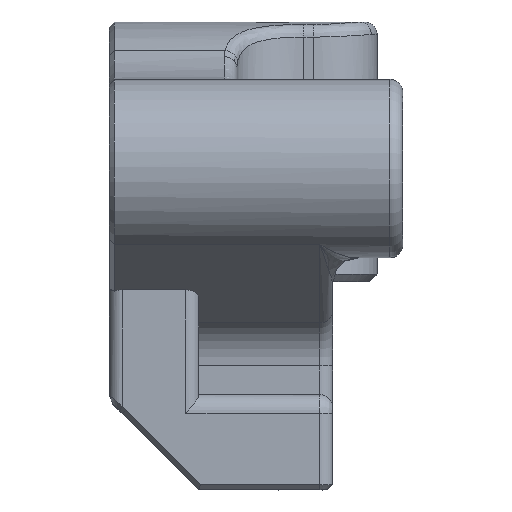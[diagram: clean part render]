
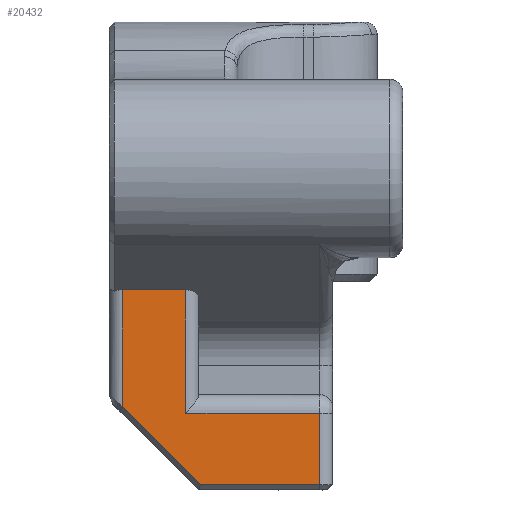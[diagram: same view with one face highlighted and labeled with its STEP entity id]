
A CAD part, left-side view. The second image highlights one B-rep face of the part: STEP entity #20432.
In plain terms, the highlighted planar face has unit normal (-1, 0, 0).
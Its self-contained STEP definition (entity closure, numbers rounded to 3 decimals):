
#1854=B_SPLINE_CURVE_WITH_KNOTS('',3,(#46446,#46447,#46448,#46449),
 .UNSPECIFIED.,.F.,.F.,(4,4),(-1.571,-1.291),.UNSPECIFIED.);
#3672=FACE_OUTER_BOUND('',#4897,.T.);
#4897=EDGE_LOOP('',(#18349,#18350,#18351,#18352,#18353,#18354,#18355,#18356));
#6277=LINE('',#46271,#7647);
#6283=LINE('',#46282,#7653);
#6300=LINE('',#46495,#7670);
#6323=LINE('',#46579,#7693);
#6340=LINE('',#47069,#7710);
#6344=LINE('',#47124,#7714);
#6345=LINE('',#47125,#7715);
#7647=VECTOR('',#24268,8.32);
#7653=VECTOR('',#24276,9.334);
#7670=VECTOR('',#24325,9.133);
#7693=VECTOR('',#24400,5.);
#7710=VECTOR('',#24497,5.6);
#7714=VECTOR('',#24539,10.5);
#7715=VECTOR('',#24540,9.696);
#9546=VERTEX_POINT('',#46269);
#9547=VERTEX_POINT('',#46270);
#9551=VERTEX_POINT('',#46280);
#9557=VERTEX_POINT('',#46338);
#9567=VERTEX_POINT('',#46494);
#9580=VERTEX_POINT('',#46578);
#9600=VERTEX_POINT('',#47067);
#9607=VERTEX_POINT('',#47123);
#12439=EDGE_CURVE('',#9546,#9547,#6277,.T.);
#12445=EDGE_CURVE('',#9551,#9546,#6283,.T.);
#12466=EDGE_CURVE('',#9547,#9557,#1854,.T.);
#12476=EDGE_CURVE('',#9557,#9567,#6300,.T.);
#12510=EDGE_CURVE('',#9567,#9580,#6323,.T.);
#12556=EDGE_CURVE('',#9600,#9551,#6340,.T.);
#12571=EDGE_CURVE('',#9607,#9600,#6344,.T.);
#12572=EDGE_CURVE('',#9580,#9607,#6345,.T.);
#18349=ORIENTED_EDGE('',*,*,#12445,.F.);
#18350=ORIENTED_EDGE('',*,*,#12556,.F.);
#18351=ORIENTED_EDGE('',*,*,#12571,.F.);
#18352=ORIENTED_EDGE('',*,*,#12572,.F.);
#18353=ORIENTED_EDGE('',*,*,#12510,.F.);
#18354=ORIENTED_EDGE('',*,*,#12476,.F.);
#18355=ORIENTED_EDGE('',*,*,#12466,.F.);
#18356=ORIENTED_EDGE('',*,*,#12439,.F.);
#19371=PLANE('',#21388);
#20432=ADVANCED_FACE('',(#3672),#19371,.T.);
#21388=AXIS2_PLACEMENT_3D('',#47122,#24537,#24538);
#24268=DIRECTION('',(0.,0.707,0.707));
#24276=DIRECTION('',(0.,1.,0.));
#24325=DIRECTION('',(0.,0.,1.));
#24400=DIRECTION('',(0.,-1.,0.));
#24497=DIRECTION('',(0.,0.,-1.));
#24537=DIRECTION('center_axis',(-1.,0.,0.));
#24538=DIRECTION('ref_axis',(0.,0.,1.));
#24539=DIRECTION('',(0.,-1.,0.));
#24540=DIRECTION('',(0.,0.,-1.));
#46269=CARTESIAN_POINT('',(25.575,340.334,67.4));
#46270=CARTESIAN_POINT('',(25.575,346.217,73.283));
#46271=CARTESIAN_POINT('',(25.575,340.334,67.4));
#46280=CARTESIAN_POINT('',(25.575,331.,67.4));
#46282=CARTESIAN_POINT('',(25.575,331.,67.4));
#46338=CARTESIAN_POINT('',(25.575,346.5,73.563));
#46446=CARTESIAN_POINT('Ctrl Pts',(25.575,346.217,73.283));
#46447=CARTESIAN_POINT('Ctrl Pts',(25.575,346.31,73.376));
#46448=CARTESIAN_POINT('Ctrl Pts',(25.575,346.403,73.47));
#46449=CARTESIAN_POINT('Ctrl Pts',(25.575,346.5,73.563));
#46494=CARTESIAN_POINT('',(25.575,346.5,82.696));
#46495=CARTESIAN_POINT('',(25.575,346.5,73.563));
#46578=CARTESIAN_POINT('',(25.575,341.5,82.696));
#46579=CARTESIAN_POINT('',(25.575,346.5,82.696));
#47067=CARTESIAN_POINT('',(25.575,331.,73.));
#47069=CARTESIAN_POINT('',(25.575,331.,73.));
#47122=CARTESIAN_POINT('Origin',(25.575,330.,67.));
#47123=CARTESIAN_POINT('',(25.575,341.5,73.));
#47124=CARTESIAN_POINT('',(25.575,341.5,73.));
#47125=CARTESIAN_POINT('',(25.575,341.5,82.696));
